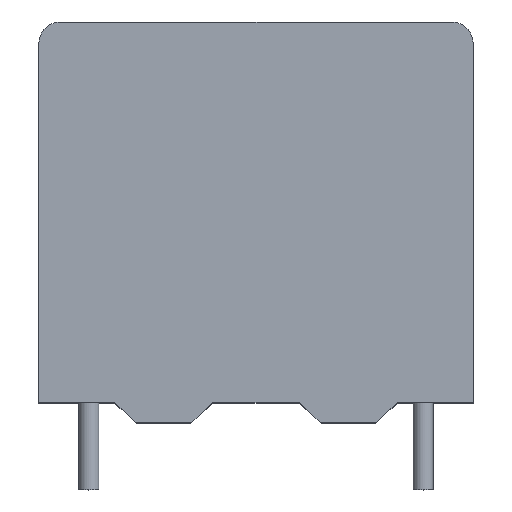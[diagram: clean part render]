
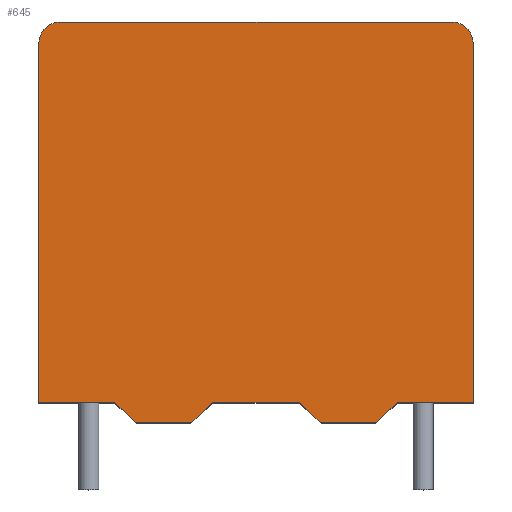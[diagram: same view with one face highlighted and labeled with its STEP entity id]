
A CAD part, top view. The second image highlights one B-rep face of the part: STEP entity #645.
In plain terms, the highlighted planar face has unit normal (0, 0, 1).
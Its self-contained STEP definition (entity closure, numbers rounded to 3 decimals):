
#50=LINE('',#941,#126);
#55=LINE('',#950,#131);
#59=LINE('',#958,#135);
#63=LINE('',#966,#139);
#67=LINE('',#974,#143);
#71=LINE('',#982,#147);
#75=LINE('',#991,#151);
#78=LINE('',#996,#154);
#79=LINE('',#1000,#155);
#84=LINE('',#1014,#160);
#88=LINE('',#1025,#164);
#90=LINE('',#1028,#166);
#126=VECTOR('',#767,1.);
#131=VECTOR('',#776,1.);
#135=VECTOR('',#784,1.);
#139=VECTOR('',#792,1.);
#143=VECTOR('',#800,1.);
#147=VECTOR('',#808,1.);
#151=VECTOR('',#814,1.);
#154=VECTOR('',#821,1.);
#155=VECTOR('',#824,1.);
#160=VECTOR('',#837,1.);
#164=VECTOR('',#849,1.);
#166=VECTOR('',#853,1.);
#202=FACE_OUTER_BOUND('',#236,.T.);
#236=EDGE_LOOP('',(#526,#527,#528,#529,#530,#531,#532,#533,#534,#535,#536,
#537,#538,#539));
#242=CIRCLE('',#691,0.65);
#244=CIRCLE('',#695,0.65);
#276=VERTEX_POINT('',#938);
#277=VERTEX_POINT('',#940);
#279=VERTEX_POINT('',#948);
#281=VERTEX_POINT('',#956);
#283=VERTEX_POINT('',#964);
#285=VERTEX_POINT('',#972);
#287=VERTEX_POINT('',#980);
#290=VERTEX_POINT('',#988);
#291=VERTEX_POINT('',#990);
#292=VERTEX_POINT('',#998);
#293=VERTEX_POINT('',#999);
#296=VERTEX_POINT('',#1007);
#298=VERTEX_POINT('',#1013);
#300=VERTEX_POINT('',#1019);
#340=EDGE_CURVE('',#276,#277,#50,.T.);
#345=EDGE_CURVE('',#279,#276,#55,.T.);
#349=EDGE_CURVE('',#281,#279,#59,.T.);
#353=EDGE_CURVE('',#283,#281,#63,.T.);
#357=EDGE_CURVE('',#285,#283,#67,.T.);
#361=EDGE_CURVE('',#287,#285,#71,.T.);
#365=EDGE_CURVE('',#290,#291,#75,.T.);
#368=EDGE_CURVE('',#291,#287,#78,.T.);
#369=EDGE_CURVE('',#292,#293,#79,.T.);
#373=EDGE_CURVE('',#293,#296,#242,.T.);
#376=EDGE_CURVE('',#296,#298,#84,.T.);
#379=EDGE_CURVE('',#298,#300,#244,.T.);
#382=EDGE_CURVE('',#300,#290,#88,.T.);
#384=EDGE_CURVE('',#277,#292,#90,.T.);
#526=ORIENTED_EDGE('',*,*,#369,.F.);
#527=ORIENTED_EDGE('',*,*,#384,.F.);
#528=ORIENTED_EDGE('',*,*,#340,.F.);
#529=ORIENTED_EDGE('',*,*,#345,.F.);
#530=ORIENTED_EDGE('',*,*,#349,.F.);
#531=ORIENTED_EDGE('',*,*,#353,.F.);
#532=ORIENTED_EDGE('',*,*,#357,.F.);
#533=ORIENTED_EDGE('',*,*,#361,.F.);
#534=ORIENTED_EDGE('',*,*,#368,.F.);
#535=ORIENTED_EDGE('',*,*,#365,.F.);
#536=ORIENTED_EDGE('',*,*,#382,.F.);
#537=ORIENTED_EDGE('',*,*,#379,.F.);
#538=ORIENTED_EDGE('',*,*,#376,.F.);
#539=ORIENTED_EDGE('',*,*,#373,.F.);
#580=PLANE('',#699);
#645=ADVANCED_FACE('',(#202),#580,.T.);
#691=AXIS2_PLACEMENT_3D('',#1008,#830,#831);
#695=AXIS2_PLACEMENT_3D('',#1020,#842,#843);
#699=AXIS2_PLACEMENT_3D('',#1030,#855,#856);
#767=DIRECTION('',(-0.735,0.678,0.));
#776=DIRECTION('',(-1.,0.,0.));
#784=DIRECTION('',(-0.735,-0.678,0.));
#792=DIRECTION('',(-1.,0.,0.));
#800=DIRECTION('',(-0.735,0.678,0.));
#808=DIRECTION('',(-1.,0.,0.));
#814=DIRECTION('',(-1.,0.,0.));
#821=DIRECTION('',(-0.735,-0.678,0.));
#824=DIRECTION('',(0.,1.,0.));
#830=DIRECTION('center_axis',(0.,0.,-1.));
#831=DIRECTION('ref_axis',(1.,0.,0.));
#837=DIRECTION('',(1.,0.,0.));
#842=DIRECTION('center_axis',(0.,0.,-1.));
#843=DIRECTION('ref_axis',(1.,0.,0.));
#849=DIRECTION('',(0.,-1.,0.));
#853=DIRECTION('',(-1.,0.,0.));
#855=DIRECTION('center_axis',(0.,0.,1.));
#856=DIRECTION('ref_axis',(1.,0.,0.));
#938=CARTESIAN_POINT('',(2.925,-0.6,3.));
#940=CARTESIAN_POINT('',(2.275,0.,3.));
#941=CARTESIAN_POINT('',(2.275,0.,3.));
#948=CARTESIAN_POINT('',(4.55,-0.6,3.));
#950=CARTESIAN_POINT('',(2.925,-0.6,3.));
#956=CARTESIAN_POINT('',(5.2,0.,3.));
#958=CARTESIAN_POINT('',(4.55,-0.6,3.));
#964=CARTESIAN_POINT('',(7.8,0.,3.));
#966=CARTESIAN_POINT('',(5.2,0.,3.));
#972=CARTESIAN_POINT('',(8.45,-0.6,3.));
#974=CARTESIAN_POINT('',(7.8,0.,3.));
#980=CARTESIAN_POINT('',(10.075,-0.6,3.));
#982=CARTESIAN_POINT('',(8.45,-0.6,3.));
#988=CARTESIAN_POINT('',(13.,0.,3.));
#990=CARTESIAN_POINT('',(10.725,0.,3.));
#991=CARTESIAN_POINT('',(10.725,0.,3.));
#996=CARTESIAN_POINT('',(10.075,-0.6,3.));
#998=CARTESIAN_POINT('',(0.,0.,3.));
#999=CARTESIAN_POINT('',(0.,10.75,3.));
#1000=CARTESIAN_POINT('',(0.,10.75,3.));
#1007=CARTESIAN_POINT('',(0.65,11.4,3.));
#1008=CARTESIAN_POINT('Origin',(0.65,10.75,3.));
#1013=CARTESIAN_POINT('',(12.35,11.4,3.));
#1014=CARTESIAN_POINT('',(12.35,11.4,3.));
#1019=CARTESIAN_POINT('',(13.,10.75,3.));
#1020=CARTESIAN_POINT('Origin',(12.35,10.75,3.));
#1025=CARTESIAN_POINT('',(13.,0.,3.));
#1028=CARTESIAN_POINT('',(0.,0.,3.));
#1030=CARTESIAN_POINT('Origin',(6.5,5.464,3.));
